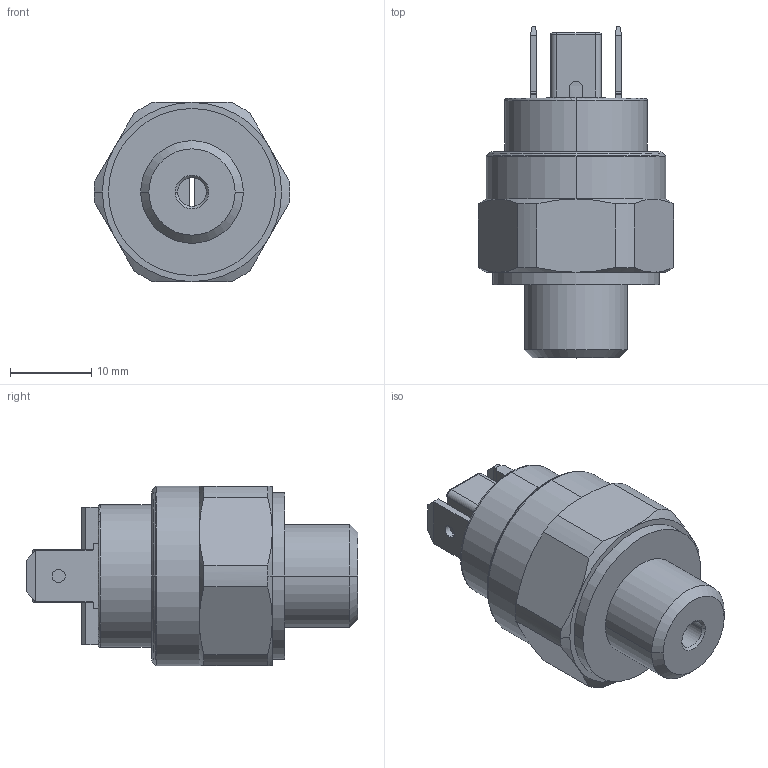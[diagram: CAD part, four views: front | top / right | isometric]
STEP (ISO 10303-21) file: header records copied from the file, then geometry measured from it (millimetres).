
FILE_DESCRIPTION (( 'STEP AP214' ), '1' );
FILE_NAME ('25R.STEP', '2020-02-07T15:50:34', ( '' ), ( '' ), 'SwSTEP 2.0', 'SolidWorks 2019', '' );
FILE_SCHEMA (( 'AUTOMOTIVE_DESIGN' ));
Length unit declared in the file: millimetre
Products named in the file (1): 25R
Bounding box: 24 x 40.75 x 22 mm (x, y, z)
Surface area: 3902.6 mm2 (no closed solid volume)
Topology: 0 solids, 6 shells, 174 faces, 522 edges, 360 vertices
Faces by surface type: plane 76, cylinder 52, cone 32, torus 14
Entity records: 7918 total; most frequent: CARTESIAN_POINT 1209, DIRECTION 1046, ORIENTED_EDGE 920, EDGE_CURVE 522, AXIS2_PLACEMENT_3D 381, VERTEX_POINT 360, VECTOR 284, LINE 284
